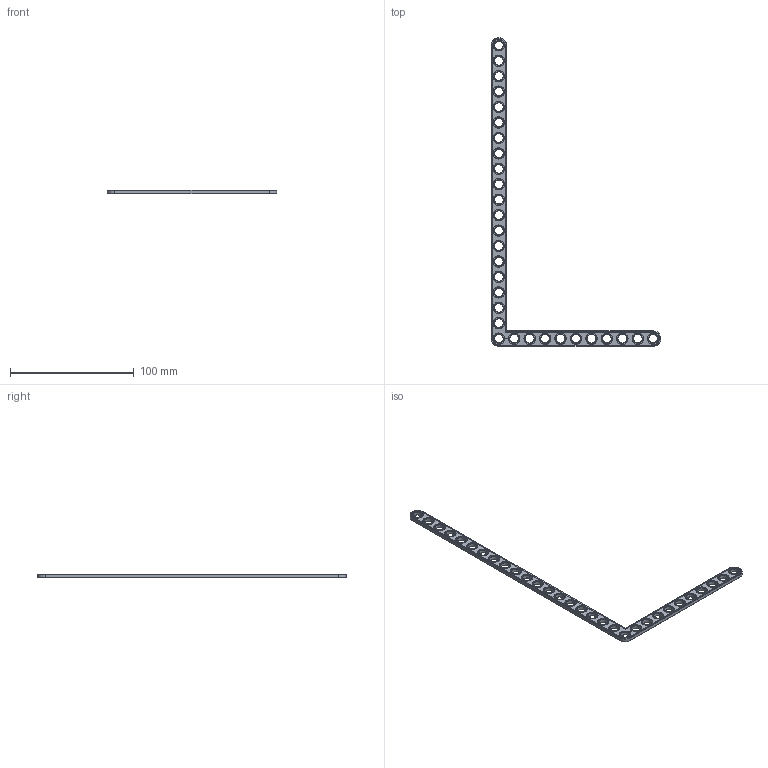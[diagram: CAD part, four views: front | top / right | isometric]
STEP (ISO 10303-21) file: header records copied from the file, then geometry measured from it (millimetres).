
FILE_DESCRIPTION(('FreeCAD Model'),'2;1');
FILE_NAME('Open CASCADE Shape Model','2022-02-09T22:18:13',( 'Paulo Kiefe'),('STEMFIE.org'),'Open CASCADE STEP processor 7.4', 'FreeCAD','Unknown');
FILE_SCHEMA(('AUTOMOTIVE_DESIGN { 1 0 10303 214 1 1 1 1 }'));
Length unit declared in the file: millimetre
Products named in the file (1): Brace_AGD_90_ASYM_ERR_BU11x20x01x00.25_-_SPN-BRC-1134_(stemfie.org)
Bounding box: 137.5 x 250 x 3.12 mm (x, y, z)
Volume: 10416.5 mm3; surface area: 11256.4 mm2
Topology: 1 solids, 1 shells, 674 faces, 1753 edges, 1144 vertices
Faces by surface type: plane 384, extrusion 158, cone 66, cylinder 66
Full cylindrical faces by diameter (mm): 7 x30, 9.2 x30
Entity records: 44556 total; most frequent: CARTESIAN_POINT 10150, DIRECTION 5799, VECTOR 4267, LINE 4109, ORIENTED_EDGE 3506, PCURVE 3506, DEFINITIONAL_REPRESENTATION 3506, EDGE_CURVE 1753
